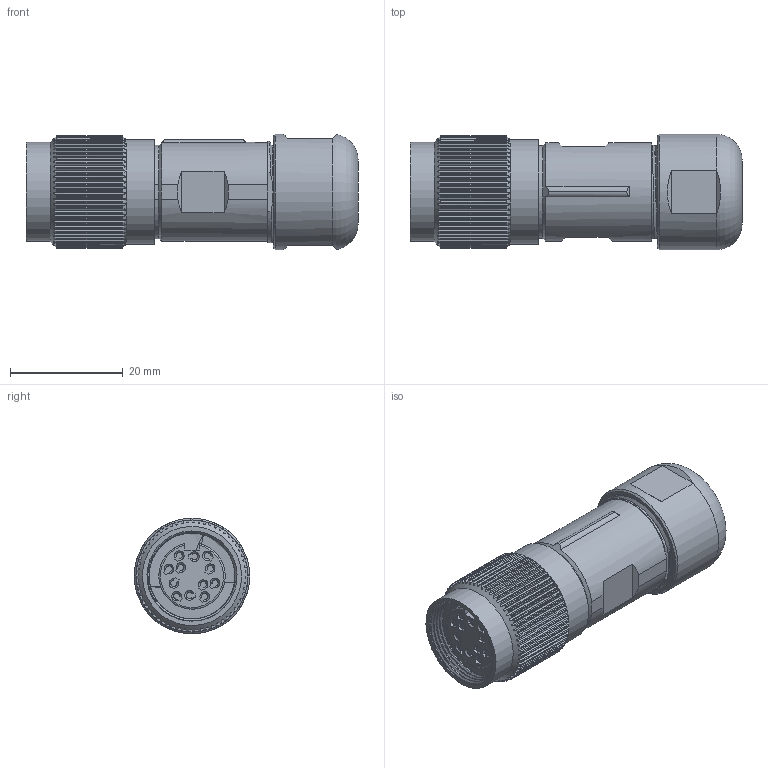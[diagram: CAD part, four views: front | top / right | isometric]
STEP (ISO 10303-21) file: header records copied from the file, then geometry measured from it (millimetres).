
FILE_DESCRIPTION(/* description */ ('Alibre Inc.'),/* implementation_level */ '2;1');
FILE_NAME(/* name */ 'export-374E7336-0F0F-4DA5-A69C-99ABC394173F',/* time_stamp */ '2025-01-02T17:05:15+01:00',/* author */ (''),/* organization */ (''),/* preprocessor_version */ 'ST-DEVELOPER v17',/* originating_system */ 'Alibre',/* authorisation */ '');
FILE_SCHEMA (('AUTOMOTIVE_DESIGN'));
Length unit declared in the file: millimetre
Products named in the file (1): c091 11d012 002 4 unxc001-01
Bounding box: 58.92 x 20.5 x 20.5 mm (x, y, z)
Surface area: 5936.4 mm2 (no closed solid volume)
Topology: 0 solids, 1 shells, 578 faces, 1778 edges, 1218 vertices
Faces by surface type: cylinder 304, plane 230, cone 23, bspline 18, torus 3
Full cylindrical faces by diameter (mm): 10.5 x1, 11 x1, 14.7 x1, 14.8 x1, 15 x1, 15.2 x1, 15.24 x5, 16 x4, 16.7 x1, 17.6 x1, 17.9 x5, 18 x5, 18.5 x1, 20.5 x1
Entity records: 31900 total; most frequent: CARTESIAN_POINT 18635, ORIENTED_EDGE 3316, DIRECTION 1954, EDGE_CURVE 1658, VERTEX_POINT 1098, AXIS2_PLACEMENT_3D 785, VECTOR 613, LINE 613
